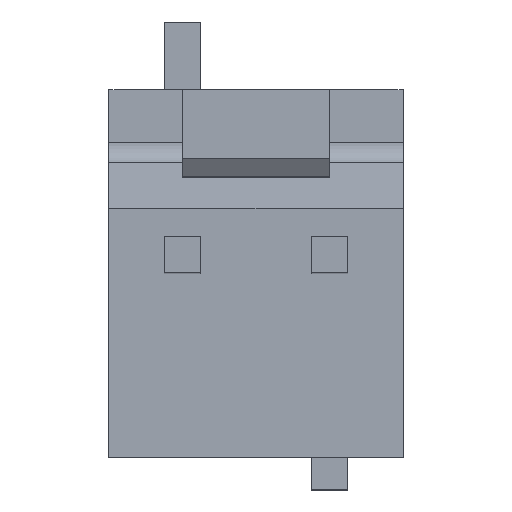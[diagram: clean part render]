
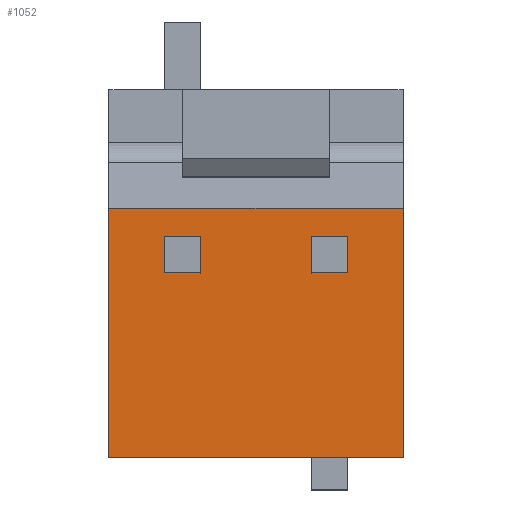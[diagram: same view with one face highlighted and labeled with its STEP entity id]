
A CAD part, top view. The second image highlights one B-rep face of the part: STEP entity #1052.
In plain terms, the highlighted planar face has unit normal (0, 0, 1).
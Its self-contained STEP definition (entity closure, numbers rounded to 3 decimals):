
#204=DIRECTION('',(1.,0.,0.));
#205=VECTOR('',#204,5.08);
#206=CARTESIAN_POINT('',(-2.54,1.126,0.));
#207=LINE('',#206,#205);
#208=DIRECTION('',(0.,-1.,0.));
#209=VECTOR('',#208,4.301);
#210=CARTESIAN_POINT('',(2.54,1.126,0.));
#211=LINE('',#210,#209);
#212=DIRECTION('',(0.,1.,0.));
#213=VECTOR('',#212,4.301);
#214=CARTESIAN_POINT('',(-2.54,-3.175,0.));
#215=LINE('',#214,#213);
#216=DIRECTION('',(0.,1.,0.));
#217=VECTOR('',#216,0.622);
#218=CARTESIAN_POINT('',(0.959,0.,0.));
#219=LINE('',#218,#217);
#220=DIRECTION('',(1.,0.,0.));
#221=VECTOR('',#220,0.622);
#222=CARTESIAN_POINT('',(0.959,0.,0.));
#223=LINE('',#222,#221);
#224=DIRECTION('',(0.,1.,0.));
#225=VECTOR('',#224,0.622);
#226=CARTESIAN_POINT('',(1.581,0.,0.));
#227=LINE('',#226,#225);
#228=DIRECTION('',(1.,0.,0.));
#229=VECTOR('',#228,0.622);
#230=CARTESIAN_POINT('',(0.959,0.622,0.));
#231=LINE('',#230,#229);
#232=DIRECTION('',(0.,-1.,0.));
#233=VECTOR('',#232,0.622);
#234=CARTESIAN_POINT('',(-1.581,0.622,0.));
#235=LINE('',#234,#233);
#236=DIRECTION('',(1.,0.,0.));
#237=VECTOR('',#236,0.622);
#238=CARTESIAN_POINT('',(-1.581,0.,0.));
#239=LINE('',#238,#237);
#240=DIRECTION('',(0.,-1.,0.));
#241=VECTOR('',#240,0.622);
#242=CARTESIAN_POINT('',(-0.959,0.622,0.));
#243=LINE('',#242,#241);
#244=DIRECTION('',(1.,0.,0.));
#245=VECTOR('',#244,0.622);
#246=CARTESIAN_POINT('',(-1.581,0.622,0.));
#247=LINE('',#246,#245);
#252=DIRECTION('',(1.,0.,0.));
#253=VECTOR('',#252,5.08);
#254=CARTESIAN_POINT('',(-2.54,-3.175,0.));
#255=LINE('',#254,#253);
#732=CARTESIAN_POINT('',(-2.54,-3.175,0.));
#734=VERTEX_POINT('',#732);
#738=CARTESIAN_POINT('',(2.54,-3.175,0.));
#740=VERTEX_POINT('',#738);
#820=CARTESIAN_POINT('',(0.959,0.,0.));
#821=CARTESIAN_POINT('',(0.959,0.622,0.));
#822=VERTEX_POINT('',#820);
#823=VERTEX_POINT('',#821);
#824=CARTESIAN_POINT('',(1.581,0.,0.));
#825=CARTESIAN_POINT('',(1.581,0.622,0.));
#826=VERTEX_POINT('',#824);
#827=VERTEX_POINT('',#825);
#888=CARTESIAN_POINT('',(-1.581,0.622,0.));
#889=CARTESIAN_POINT('',(-1.581,0.,0.));
#890=VERTEX_POINT('',#888);
#891=VERTEX_POINT('',#889);
#892=CARTESIAN_POINT('',(-0.959,0.622,0.));
#893=CARTESIAN_POINT('',(-0.959,0.,0.));
#894=VERTEX_POINT('',#892);
#895=VERTEX_POINT('',#893);
#916=CARTESIAN_POINT('',(-2.54,1.126,0.));
#917=CARTESIAN_POINT('',(2.54,1.126,0.));
#918=VERTEX_POINT('',#916);
#919=VERTEX_POINT('',#917);
#1020=CARTESIAN_POINT('',(-2.54,2.413,0.));
#1021=DIRECTION('',(0.,0.,1.));
#1022=DIRECTION('',(0.,-1.,0.));
#1023=AXIS2_PLACEMENT_3D('',#1020,#1021,#1022);
#1024=PLANE('',#1023);
#1025=ORIENTED_EDGE('',*,*,#1014,.T.);
#1026=ORIENTED_EDGE('',*,*,#1002,.T.);
#1028=ORIENTED_EDGE('',*,*,#1027,.F.);
#1029=ORIENTED_EDGE('',*,*,#939,.T.);
#1030=EDGE_LOOP('',(#1025,#1026,#1028,#1029));
#1031=FACE_OUTER_BOUND('',#1030,.F.);
#1033=ORIENTED_EDGE('',*,*,#1032,.F.);
#1035=ORIENTED_EDGE('',*,*,#1034,.T.);
#1037=ORIENTED_EDGE('',*,*,#1036,.T.);
#1039=ORIENTED_EDGE('',*,*,#1038,.F.);
#1040=EDGE_LOOP('',(#1033,#1035,#1037,#1039));
#1041=FACE_BOUND('',#1040,.F.);
#1043=ORIENTED_EDGE('',*,*,#1042,.T.);
#1045=ORIENTED_EDGE('',*,*,#1044,.T.);
#1047=ORIENTED_EDGE('',*,*,#1046,.F.);
#1049=ORIENTED_EDGE('',*,*,#1048,.F.);
#1050=EDGE_LOOP('',(#1043,#1045,#1047,#1049));
#1051=FACE_BOUND('',#1050,.F.);
#939=EDGE_CURVE('',#734,#918,#215,.T.);
#1002=EDGE_CURVE('',#919,#740,#211,.T.);
#1014=EDGE_CURVE('',#918,#919,#207,.T.);
#1027=EDGE_CURVE('',#734,#740,#255,.T.);
#1032=EDGE_CURVE('',#822,#823,#219,.T.);
#1034=EDGE_CURVE('',#822,#826,#223,.T.);
#1036=EDGE_CURVE('',#826,#827,#227,.T.);
#1038=EDGE_CURVE('',#823,#827,#231,.T.);
#1042=EDGE_CURVE('',#890,#891,#235,.T.);
#1044=EDGE_CURVE('',#891,#895,#239,.T.);
#1046=EDGE_CURVE('',#894,#895,#243,.T.);
#1048=EDGE_CURVE('',#890,#894,#247,.T.);
#1052=ADVANCED_FACE('',(#1031,#1041,#1051),#1024,.T.);
